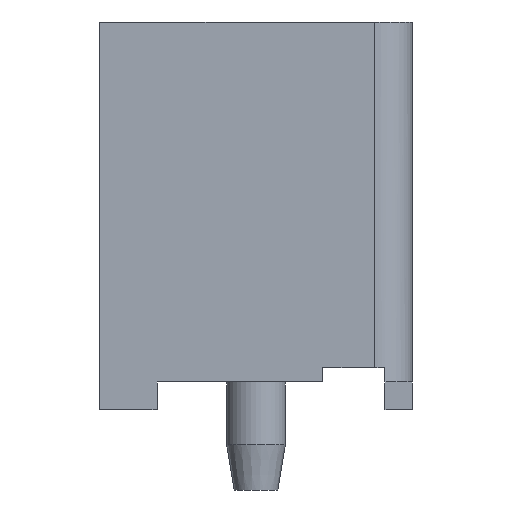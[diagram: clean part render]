
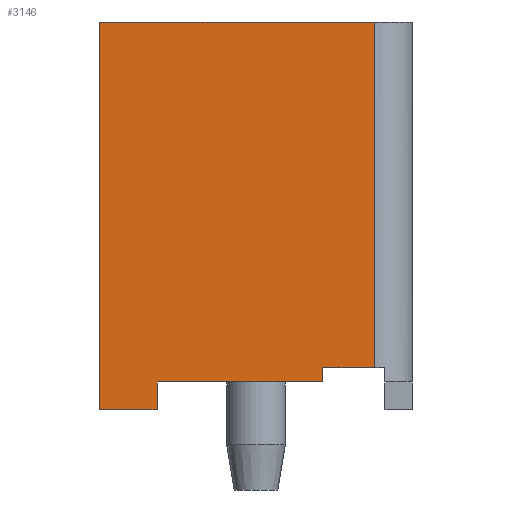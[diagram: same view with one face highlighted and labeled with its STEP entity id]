
A CAD part, left-side view. The second image highlights one B-rep face of the part: STEP entity #3146.
In plain terms, the highlighted planar face has unit normal (-1, 0, 0).
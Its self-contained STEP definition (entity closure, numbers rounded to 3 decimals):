
#39=DIRECTION('',(0.,-1.,0.));
#40=VECTOR('',#39,7.28);
#41=CARTESIAN_POINT('',(-11.72,4.14,10.27));
#42=LINE('',#41,#40);
#1015=DIRECTION('',(0.,-1.,0.));
#1016=VECTOR('',#1015,1.52);
#1017=CARTESIAN_POINT('',(-11.72,4.14,0.));
#1018=LINE('',#1017,#1016);
#1051=DIRECTION('',(0.,0.,-1.));
#1052=VECTOR('',#1051,9.15);
#1053=CARTESIAN_POINT('',(-11.72,-3.14,10.27));
#1054=LINE('',#1053,#1052);
#1055=DIRECTION('',(0.,-1.,0.));
#1056=VECTOR('',#1055,1.375);
#1057=CARTESIAN_POINT('',(-11.72,-1.765,1.12));
#1058=LINE('',#1057,#1056);
#1059=DIRECTION('',(0.,0.,1.));
#1060=VECTOR('',#1059,0.38);
#1061=CARTESIAN_POINT('',(-11.72,-1.765,0.74));
#1062=LINE('',#1061,#1060);
#1063=DIRECTION('',(0.,-1.,0.));
#1064=VECTOR('',#1063,4.385);
#1065=CARTESIAN_POINT('',(-11.72,2.62,0.74));
#1066=LINE('',#1065,#1064);
#1067=DIRECTION('',(0.,0.,1.));
#1068=VECTOR('',#1067,0.74);
#1069=CARTESIAN_POINT('',(-11.72,2.62,0.));
#1070=LINE('',#1069,#1068);
#1071=DIRECTION('',(0.,0.,1.));
#1072=VECTOR('',#1071,10.27);
#1073=CARTESIAN_POINT('',(-11.72,4.14,0.));
#1074=LINE('',#1073,#1072);
#1288=CARTESIAN_POINT('',(-11.72,4.14,10.27));
#1290=VERTEX_POINT('',#1288);
#1291=CARTESIAN_POINT('',(-11.72,4.14,0.));
#1292=VERTEX_POINT('',#1291);
#1327=CARTESIAN_POINT('',(-11.72,2.62,0.));
#1328=CARTESIAN_POINT('',(-11.72,2.62,0.74));
#1329=VERTEX_POINT('',#1327);
#1330=VERTEX_POINT('',#1328);
#1331=CARTESIAN_POINT('',(-11.72,-1.765,0.74));
#1332=VERTEX_POINT('',#1331);
#1339=CARTESIAN_POINT('',(-11.72,-1.765,1.12));
#1340=VERTEX_POINT('',#1339);
#1609=CARTESIAN_POINT('',(-11.72,-3.14,1.12));
#1610=VERTEX_POINT('',#1609);
#1611=CARTESIAN_POINT('',(-11.72,-3.14,10.27));
#1612=VERTEX_POINT('',#1611);
#3131=CARTESIAN_POINT('',(-11.72,4.14,0.));
#3132=DIRECTION('',(-1.,0.,0.));
#3133=DIRECTION('',(0.,-1.,0.));
#3134=AXIS2_PLACEMENT_3D('',#3131,#3132,#3133);
#3135=PLANE('',#3134);
#3136=ORIENTED_EDGE('',*,*,#2898,.T.);
#3137=ORIENTED_EDGE('',*,*,#2799,.F.);
#3138=ORIENTED_EDGE('',*,*,#3123,.F.);
#3139=ORIENTED_EDGE('',*,*,#2921,.F.);
#3140=ORIENTED_EDGE('',*,*,#3006,.F.);
#3141=ORIENTED_EDGE('',*,*,#3094,.F.);
#3142=ORIENTED_EDGE('',*,*,#3055,.T.);
#3143=ORIENTED_EDGE('',*,*,#1690,.T.);
#3144=EDGE_LOOP('',(#3136,#3137,#3138,#3139,#3140,#3141,#3142,#3143));
#3145=FACE_OUTER_BOUND('',#3144,.F.);
#3146=ADVANCED_FACE('',(#3145),#3135,.T.);
#1690=EDGE_CURVE('',#1290,#1612,#42,.T.);
#2799=EDGE_CURVE('',#1340,#1610,#1058,.T.);
#2898=EDGE_CURVE('',#1612,#1610,#1054,.T.);
#2921=EDGE_CURVE('',#1330,#1332,#1066,.T.);
#3006=EDGE_CURVE('',#1329,#1330,#1070,.T.);
#3055=EDGE_CURVE('',#1292,#1290,#1074,.T.);
#3094=EDGE_CURVE('',#1292,#1329,#1018,.T.);
#3123=EDGE_CURVE('',#1332,#1340,#1062,.T.);
